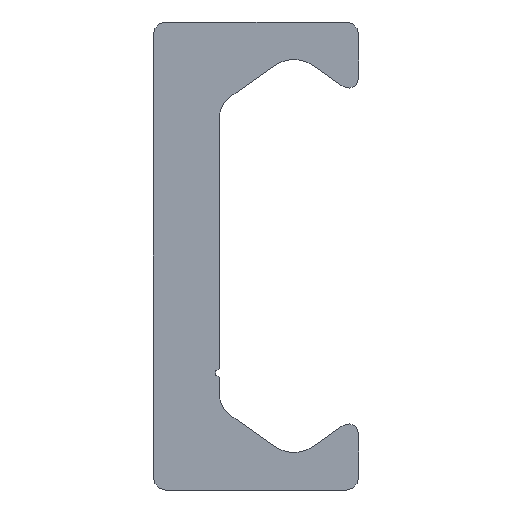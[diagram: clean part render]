
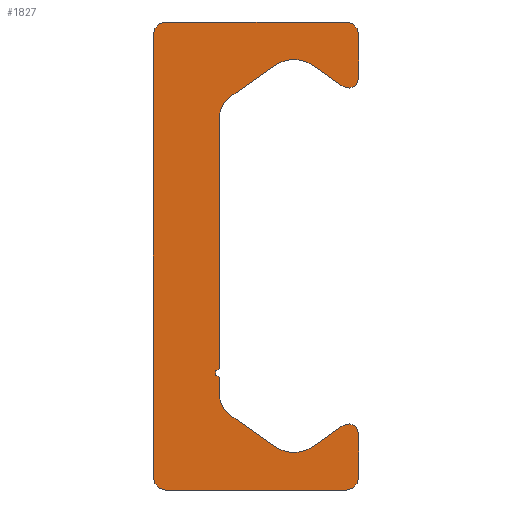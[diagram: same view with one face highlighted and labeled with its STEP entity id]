
A CAD part, left-side view. The second image highlights one B-rep face of the part: STEP entity #1827.
In plain terms, the highlighted planar face has unit normal (-1, 0, 0).
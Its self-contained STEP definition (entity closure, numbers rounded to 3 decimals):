
#996=CARTESIAN_POINT('',(0.0,5.4,-14.));
#997=VERTEX_POINT('',#996);
#1004=CARTESIAN_POINT('',(0.0,6.15,-13.25));
#1005=VERTEX_POINT('',#1004);
#1006=CARTESIAN_POINT('',(0.0,5.4,-13.25));
#1007=DIRECTION('',(1.0,0.0,0.0));
#1008=DIRECTION('',(0.0,0.0,-1.0));
#1009=AXIS2_PLACEMENT_3D('',#1006,#1007,#1008);
#1010=CIRCLE('',#1009,0.75);
#1011=EDGE_CURVE('',#997,#1005,#1010,.T.);
#1035=CARTESIAN_POINT('',(0.0,-5.4,-14.));
#1036=VERTEX_POINT('',#1035);
#1043=CARTESIAN_POINT('',(0.0,-5.4,-14.));
#1044=DIRECTION('',(0.0,1.0,0.0));
#1045=VECTOR('',#1044,10.8);
#1046=LINE('',#1043,#1045);
#1047=EDGE_CURVE('',#1036,#997,#1046,.T.);
#1067=CARTESIAN_POINT('',(0.0,-6.15,-13.25));
#1068=VERTEX_POINT('',#1067);
#1075=CARTESIAN_POINT('',(0.0,-5.4,-13.25));
#1076=DIRECTION('',(1.0,0.0,0.0));
#1077=DIRECTION('',(0.0,-1.0,0.0));
#1078=AXIS2_PLACEMENT_3D('',#1075,#1076,#1077);
#1079=CIRCLE('',#1078,0.75);
#1080=EDGE_CURVE('',#1068,#1036,#1079,.T.);
#1099=CARTESIAN_POINT('',(0.0,-6.15,-10.63));
#1100=VERTEX_POINT('',#1099);
#1107=CARTESIAN_POINT('',(0.0,-6.15,-10.63));
#1108=DIRECTION('',(0.0,0.0,-1.0));
#1109=VECTOR('',#1108,2.62);
#1110=LINE('',#1107,#1109);
#1111=EDGE_CURVE('',#1100,#1068,#1110,.T.);
#1131=CARTESIAN_POINT('',(0.0,-5.206,-10.139));
#1132=VERTEX_POINT('',#1131);
#1139=CARTESIAN_POINT('',(0.0,-5.55,-10.63));
#1140=DIRECTION('',(1.0,0.0,0.0));
#1141=DIRECTION('',(0.0,0.574,0.819));
#1142=AXIS2_PLACEMENT_3D('',#1139,#1140,#1141);
#1143=CIRCLE('',#1142,0.6);
#1144=EDGE_CURVE('',#1132,#1100,#1143,.T.);
#1163=CARTESIAN_POINT('',(0.0,-3.417,-11.391));
#1164=VERTEX_POINT('',#1163);
#1171=CARTESIAN_POINT('',(0.0,-3.417,-11.391));
#1172=DIRECTION('',(0.0,-0.819,0.574));
#1173=VECTOR('',#1172,2.184);
#1174=LINE('',#1171,#1173);
#1175=EDGE_CURVE('',#1164,#1132,#1174,.T.);
#1195=CARTESIAN_POINT('',(0.0,-1.123,-11.391));
#1196=VERTEX_POINT('',#1195);
#1203=CARTESIAN_POINT('',(0.0,-2.27,-9.753));
#1204=DIRECTION('',(-1.0,0.0,0.0));
#1205=DIRECTION('',(0.0,0.574,0.819));
#1206=AXIS2_PLACEMENT_3D('',#1203,#1204,#1205);
#1207=CIRCLE('',#1206,2.0);
#1208=EDGE_CURVE('',#1196,#1164,#1207,.T.);
#1227=CARTESIAN_POINT('',(0.0,1.56,-9.512));
#1228=VERTEX_POINT('',#1227);
#1235=CARTESIAN_POINT('',(0.0,1.56,-9.512));
#1236=DIRECTION('',(0.0,-0.819,-0.574));
#1237=VECTOR('',#1236,3.276);
#1238=LINE('',#1235,#1237);
#1239=EDGE_CURVE('',#1228,#1196,#1238,.T.);
#1259=CARTESIAN_POINT('',(0.0,2.2,-8.283));
#1260=VERTEX_POINT('',#1259);
#1267=CARTESIAN_POINT('',(0.0,0.7,-8.283));
#1268=DIRECTION('',(-1.0,0.0,0.0));
#1269=DIRECTION('',(0.0,-0.574,0.819));
#1270=AXIS2_PLACEMENT_3D('',#1267,#1268,#1269);
#1271=CIRCLE('',#1270,1.5);
#1272=EDGE_CURVE('',#1260,#1228,#1271,.T.);
#1291=CARTESIAN_POINT('',(0.0,2.2,-7.25));
#1292=VERTEX_POINT('',#1291);
#1299=CARTESIAN_POINT('',(0.0,2.2,-7.25));
#1300=DIRECTION('',(0.0,0.0,-1.0));
#1301=VECTOR('',#1300,1.033);
#1302=LINE('',#1299,#1301);
#1303=EDGE_CURVE('',#1292,#1260,#1302,.T.);
#1323=CARTESIAN_POINT('',(0.0,2.2,-6.75));
#1324=VERTEX_POINT('',#1323);
#1331=CARTESIAN_POINT('',(0.0,2.2,-7.));
#1332=DIRECTION('',(-1.0,0.0,0.0));
#1333=DIRECTION('',(0.0,0.0,1.0));
#1334=AXIS2_PLACEMENT_3D('',#1331,#1332,#1333);
#1335=CIRCLE('',#1334,0.25);
#1336=EDGE_CURVE('',#1324,#1292,#1335,.T.);
#1355=CARTESIAN_POINT('',(0.0,2.2,8.283));
#1356=VERTEX_POINT('',#1355);
#1363=CARTESIAN_POINT('',(0.0,2.2,8.283));
#1364=DIRECTION('',(0.0,0.0,-1.0));
#1365=VECTOR('',#1364,15.033);
#1366=LINE('',#1363,#1365);
#1367=EDGE_CURVE('',#1356,#1324,#1366,.T.);
#1444=CARTESIAN_POINT('',(0.0,1.56,9.512));
#1445=VERTEX_POINT('',#1444);
#1452=CARTESIAN_POINT('',(0.0,0.7,8.283));
#1453=DIRECTION('',(-1.0,0.0,0.0));
#1454=DIRECTION('',(0.0,-1.0,0.0));
#1455=AXIS2_PLACEMENT_3D('',#1452,#1453,#1454);
#1456=CIRCLE('',#1455,1.5);
#1457=EDGE_CURVE('',#1445,#1356,#1456,.T.);
#1476=CARTESIAN_POINT('',(0.0,-1.123,11.391));
#1477=VERTEX_POINT('',#1476);
#1484=CARTESIAN_POINT('',(0.0,-1.123,11.391));
#1485=DIRECTION('',(0.0,0.819,-0.574));
#1486=VECTOR('',#1485,3.276);
#1487=LINE('',#1484,#1486);
#1488=EDGE_CURVE('',#1477,#1445,#1487,.T.);
#1508=CARTESIAN_POINT('',(0.0,-3.417,11.391));
#1509=VERTEX_POINT('',#1508);
#1516=CARTESIAN_POINT('',(0.0,-2.27,9.753));
#1517=DIRECTION('',(-1.0,0.0,0.0));
#1518=DIRECTION('',(0.0,-0.574,-0.819));
#1519=AXIS2_PLACEMENT_3D('',#1516,#1517,#1518);
#1520=CIRCLE('',#1519,2.0);
#1521=EDGE_CURVE('',#1509,#1477,#1520,.T.);
#1540=CARTESIAN_POINT('',(0.0,-5.206,10.139));
#1541=VERTEX_POINT('',#1540);
#1548=CARTESIAN_POINT('',(0.0,-5.206,10.139));
#1549=DIRECTION('',(0.0,0.819,0.574));
#1550=VECTOR('',#1549,2.184);
#1551=LINE('',#1548,#1550);
#1552=EDGE_CURVE('',#1541,#1509,#1551,.T.);
#1572=CARTESIAN_POINT('',(0.0,-6.15,10.63));
#1573=VERTEX_POINT('',#1572);
#1580=CARTESIAN_POINT('',(0.0,-5.55,10.63));
#1581=DIRECTION('',(1.0,0.0,0.0));
#1582=DIRECTION('',(0.0,-1.0,0.0));
#1583=AXIS2_PLACEMENT_3D('',#1580,#1581,#1582);
#1584=CIRCLE('',#1583,0.6);
#1585=EDGE_CURVE('',#1573,#1541,#1584,.T.);
#1604=CARTESIAN_POINT('',(0.0,-6.15,13.25));
#1605=VERTEX_POINT('',#1604);
#1612=CARTESIAN_POINT('',(0.0,-6.15,13.25));
#1613=DIRECTION('',(0.0,0.0,-1.0));
#1614=VECTOR('',#1613,2.62);
#1615=LINE('',#1612,#1614);
#1616=EDGE_CURVE('',#1605,#1573,#1615,.T.);
#1636=CARTESIAN_POINT('',(0.0,-5.4,14.));
#1637=VERTEX_POINT('',#1636);
#1644=CARTESIAN_POINT('',(0.0,-5.4,13.25));
#1645=DIRECTION('',(1.0,0.0,0.0));
#1646=DIRECTION('',(0.0,0.0,1.0));
#1647=AXIS2_PLACEMENT_3D('',#1644,#1645,#1646);
#1648=CIRCLE('',#1647,0.75);
#1649=EDGE_CURVE('',#1637,#1605,#1648,.T.);
#1668=CARTESIAN_POINT('',(0.0,5.4,14.));
#1669=VERTEX_POINT('',#1668);
#1676=CARTESIAN_POINT('',(0.0,5.4,14.));
#1677=DIRECTION('',(0.0,-1.0,0.0));
#1678=VECTOR('',#1677,10.8);
#1679=LINE('',#1676,#1678);
#1680=EDGE_CURVE('',#1669,#1637,#1679,.T.);
#1700=CARTESIAN_POINT('',(0.0,6.15,13.25));
#1701=VERTEX_POINT('',#1700);
#1708=CARTESIAN_POINT('',(0.0,5.4,13.25));
#1709=DIRECTION('',(1.0,0.0,0.0));
#1710=DIRECTION('',(0.0,1.0,0.0));
#1711=AXIS2_PLACEMENT_3D('',#1708,#1709,#1710);
#1712=CIRCLE('',#1711,0.75);
#1713=EDGE_CURVE('',#1701,#1669,#1712,.T.);
#1731=CARTESIAN_POINT('',(0.0,6.15,-13.25));
#1732=DIRECTION('',(0.0,0.0,1.0));
#1733=VECTOR('',#1732,26.5);
#1734=LINE('',#1731,#1733);
#1735=EDGE_CURVE('',#1005,#1701,#1734,.T.);
#1798=CARTESIAN_POINT('',(0.0,1.352,-0.021));
#1799=DIRECTION('',(1.0,0.0,0.0));
#1800=DIRECTION('',(0.0,0.0,-1.0));
#1801=AXIS2_PLACEMENT_3D('',#1798,#1799,#1800);
#1802=PLANE('',#1801);
#1803=ORIENTED_EDGE('',*,*,#1735,.F.);
#1804=ORIENTED_EDGE('',*,*,#1011,.F.);
#1805=ORIENTED_EDGE('',*,*,#1047,.F.);
#1806=ORIENTED_EDGE('',*,*,#1080,.F.);
#1807=ORIENTED_EDGE('',*,*,#1111,.F.);
#1808=ORIENTED_EDGE('',*,*,#1144,.F.);
#1809=ORIENTED_EDGE('',*,*,#1175,.F.);
#1810=ORIENTED_EDGE('',*,*,#1208,.F.);
#1811=ORIENTED_EDGE('',*,*,#1239,.F.);
#1812=ORIENTED_EDGE('',*,*,#1272,.F.);
#1813=ORIENTED_EDGE('',*,*,#1303,.F.);
#1814=ORIENTED_EDGE('',*,*,#1336,.F.);
#1815=ORIENTED_EDGE('',*,*,#1367,.F.);
#1816=ORIENTED_EDGE('',*,*,#1457,.F.);
#1817=ORIENTED_EDGE('',*,*,#1488,.F.);
#1818=ORIENTED_EDGE('',*,*,#1521,.F.);
#1819=ORIENTED_EDGE('',*,*,#1552,.F.);
#1820=ORIENTED_EDGE('',*,*,#1585,.F.);
#1821=ORIENTED_EDGE('',*,*,#1616,.F.);
#1822=ORIENTED_EDGE('',*,*,#1649,.F.);
#1823=ORIENTED_EDGE('',*,*,#1680,.F.);
#1824=ORIENTED_EDGE('',*,*,#1713,.F.);
#1825=EDGE_LOOP('',(#1803,#1804,#1805,#1806,#1807,#1808,#1809,#1810,#1811,#1812,#1813,#1814,#1815,#1816,#1817,#1818,#1819,#1820,#1821,#1822,#1823,#1824));
#1826=FACE_OUTER_BOUND('',#1825,.T.);
#1827=ADVANCED_FACE('',(#1826),#1802,.F.);
